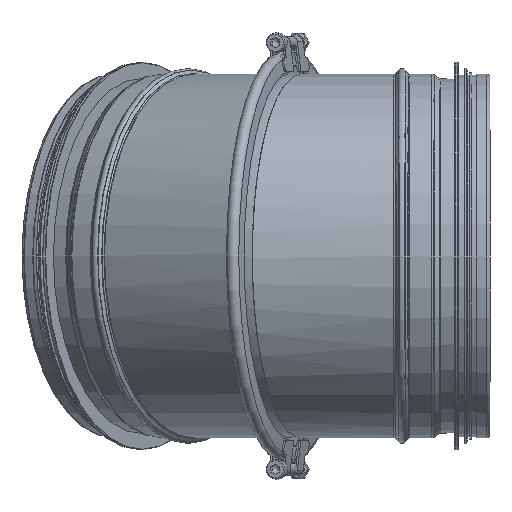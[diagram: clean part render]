
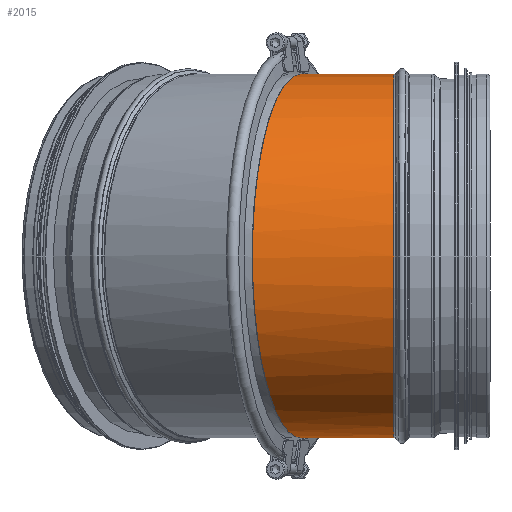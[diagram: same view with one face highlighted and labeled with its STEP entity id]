
A CAD part, left-side view. The second image highlights one B-rep face of the part: STEP entity #2015.
In plain terms, the highlighted cylindrical face has radius 79.5 mm (diameter 159 mm), a full revolution.
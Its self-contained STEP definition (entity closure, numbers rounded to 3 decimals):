
#616=CARTESIAN_POINT('',(79.5,61.396,0.0));
#617=VERTEX_POINT('',#616);
#625=CARTESIAN_POINT('',(79.5,61.396,-0.001));
#626=VERTEX_POINT('',#625);
#633=CARTESIAN_POINT('',(0.,82.698,-79.5));
#634=VERTEX_POINT('',#633);
#635=CARTESIAN_POINT('',(0.,82.698,0.0));
#636=DIRECTION('',(-0.259,-0.966,0.0));
#637=DIRECTION('',(0.966,-0.259,0.0));
#638=AXIS2_PLACEMENT_3D('',#635,#636,#637);
#639=ELLIPSE('',#638,82.304,79.5);
#640=EDGE_CURVE('',#634,#626,#639,.T.);
#642=CARTESIAN_POINT('',(0.,82.698,79.5));
#643=VERTEX_POINT('',#642);
#644=CARTESIAN_POINT('',(0.,82.698,0.0));
#645=DIRECTION('',(-0.259,-0.966,0.0));
#646=DIRECTION('',(0.966,-0.259,0.0));
#647=AXIS2_PLACEMENT_3D('',#644,#645,#646);
#648=ELLIPSE('',#647,82.304,79.5);
#649=EDGE_CURVE('',#643,#634,#648,.T.);
#651=CARTESIAN_POINT('',(0.,82.698,0.0));
#652=DIRECTION('',(-0.259,-0.966,0.0));
#653=DIRECTION('',(0.966,-0.259,0.0));
#654=AXIS2_PLACEMENT_3D('',#651,#652,#653);
#655=ELLIPSE('',#654,82.304,79.5);
#656=EDGE_CURVE('',#617,#643,#655,.T.);
#804=CARTESIAN_POINT('',(79.5,42.0,0.0));
#805=VERTEX_POINT('',#804);
#806=CARTESIAN_POINT('',(79.5,42.0,0.0));
#807=DIRECTION('',(0.0,1.0,0.0));
#808=VECTOR('',#807,19.396);
#809=LINE('',#806,#808);
#810=EDGE_CURVE('',#805,#617,#809,.T.);
#860=CARTESIAN_POINT('',(79.5,42.0,-0.001));
#861=VERTEX_POINT('',#860);
#1703=CARTESIAN_POINT('',(79.5,61.396,-0.001));
#1704=DIRECTION('',(0.0,-1.0,0.0));
#1705=VECTOR('',#1704,19.396);
#1706=LINE('',#1703,#1705);
#1707=EDGE_CURVE('',#626,#861,#1706,.T.);
#1996=CARTESIAN_POINT('',(0.,48.641,0.0));
#1997=DIRECTION('',(0.,-1.0,0.0));
#1998=DIRECTION('',(1.0,0.0,0.0));
#1999=AXIS2_PLACEMENT_3D('',#1996,#1997,#1998);
#2000=CYLINDRICAL_SURFACE('',#1999,79.5);
#2001=ORIENTED_EDGE('',*,*,#656,.T.);
#2002=ORIENTED_EDGE('',*,*,#649,.T.);
#2003=ORIENTED_EDGE('',*,*,#640,.T.);
#2004=ORIENTED_EDGE('',*,*,#1707,.T.);
#2005=CARTESIAN_POINT('',(0.,42.,0.0));
#2006=DIRECTION('',(0.0,-1.0,0.0));
#2007=DIRECTION('',(1.0,0.0,0.0));
#2008=AXIS2_PLACEMENT_3D('',#2005,#2006,#2007);
#2009=CIRCLE('',#2008,79.5);
#2010=EDGE_CURVE('',#805,#861,#2009,.T.);
#2011=ORIENTED_EDGE('',*,*,#2010,.F.);
#2012=ORIENTED_EDGE('',*,*,#810,.T.);
#2013=EDGE_LOOP('',(#2001,#2002,#2003,#2004,#2011,#2012));
#2014=FACE_OUTER_BOUND('',#2013,.T.);
#2015=ADVANCED_FACE('',(#2014),#2000,.T.);
